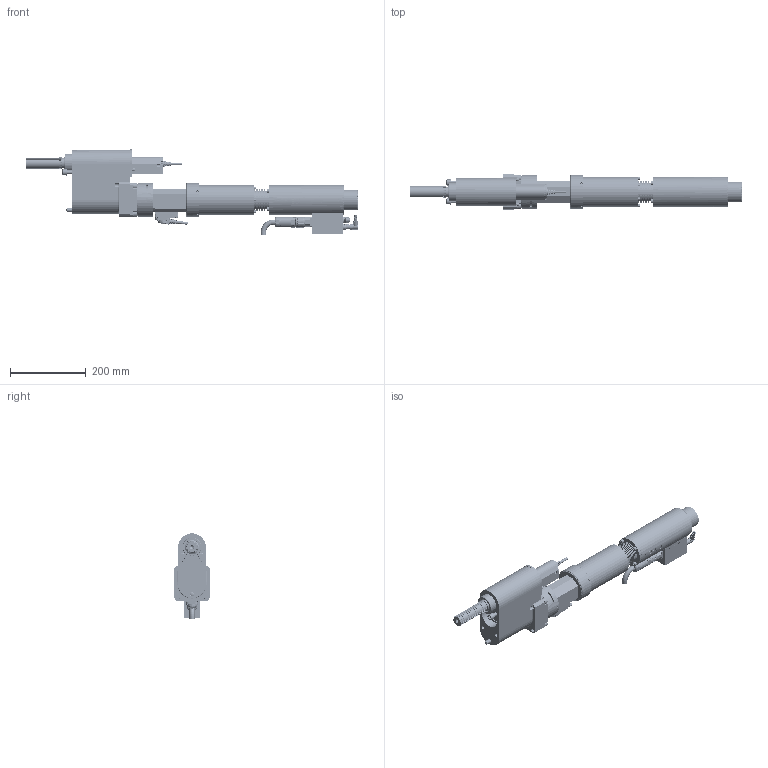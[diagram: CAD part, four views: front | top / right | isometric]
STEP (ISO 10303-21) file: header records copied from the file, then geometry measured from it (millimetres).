
FILE_DESCRIPTION(/* description */ (''),/* implementation_level */ '2;1');
FILE_NAME(/* name */ '4BD660T2O-A_IAM_001.iam.step',/* time_stamp */ '2021-08-10T08:58:53+02:00',/* author */ ('cideon'),/* organization */ (''),/* preprocessor_version */ 'ST-DEVELOPER v17.2',/* originating_system */ 'Autodesk Inventor 2019',/* authorisation */ '');
FILE_SCHEMA (('AUTOMOTIVE_DESIGN { 1 0 10303 214 3 1 1 }'));
Products named in the file (1): Bauteil12
Bounding box: 877.15 x 92.51 x 225.48 mm (x, y, z)
Volume: 3728932.3 mm3; surface area: 676701.5 mm2
Topology: 2 solids, 2 shells, 6285 faces, 18106 edges, 11876 vertices
Faces by surface type: plane 3734, cylinder 1409, cone 510, bspline 364, torus 246, sphere 22
Full cylindrical faces by diameter (mm): 0.434 x2, 0.6 x32, 0.9 x8, 1.4 x2, 1.6 x2, 1.7 x2, 1.83 x4, 2.1 x2, 2.5 x9, 3 x10, 3.2 x2, 3.3 x6, 3.5 x1, 4 x1, 4.02 x2, 4.2 x1, 4.8 x2, 5 x4, 5.1 x1, 5.3 x2, 5.5 x12, 5.9 x1, 6 x12, 6.3 x2, 6.8 x1, 7 x10, 7.3 x3, 8.5 x8, 8.7 x1, 9 x3
Entity records: 272078 total; most frequent: CARTESIAN_POINT 104421, ORIENTED_EDGE 36164, DIRECTION 33332, EDGE_CURVE 18082, AXIS2_PLACEMENT_3D 12226, VERTEX_POINT 11876, LINE 8880, VECTOR 8880
